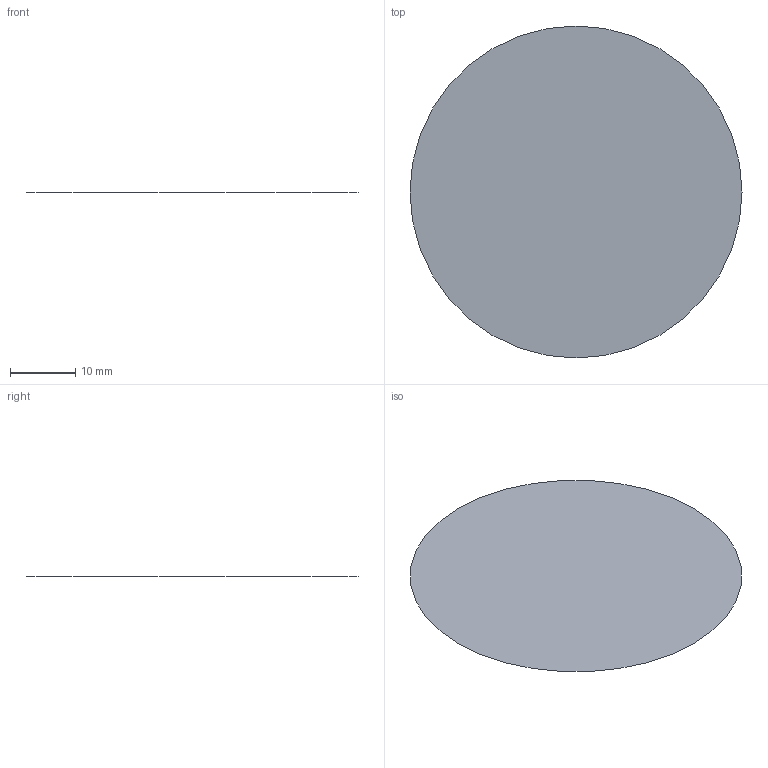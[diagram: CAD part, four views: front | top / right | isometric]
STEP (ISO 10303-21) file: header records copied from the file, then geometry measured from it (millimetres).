
FILE_DESCRIPTION( ( 'STEP AP203' ), '1' );
FILE_NAME( 'unit_disc.stp', ' ', ( 'Siemens PLM Software, Inc.' ), ( 'Siemens PLM Software, Inc.' ), 'PSStep 17.0.34', 'FEMAP', ' ' );
FILE_SCHEMA( ( 'AUTOMOTIVE_DESIGN { 1 0 10303 214 1 1 1 1 }' ) );
Length unit declared in the file: metre
Products named in the file (1): 1
Bounding box: 50.8 x 50.8 x 0 mm (x, y, z)
Surface area: 2026.8 mm2 (no closed solid volume)
Topology: 0 solids, 1 shells, 1 faces, 2 edges, 2 vertices
Faces by surface type: plane 1
Entity records: 58 total; most frequent: DIRECTION 8, CARTESIAN_POINT 6, AXIS2_PLACEMENT_3D 4, DIMENSIONAL_EXPONENTS 2, ORIENTED_EDGE 2, EDGE_CURVE 2, VERTEX_POINT 2, CIRCLE 2
